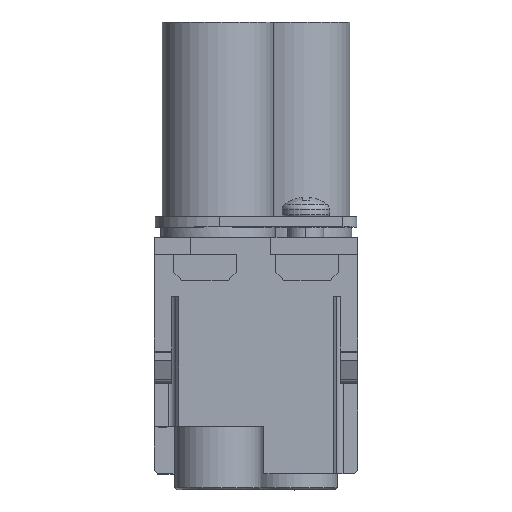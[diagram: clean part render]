
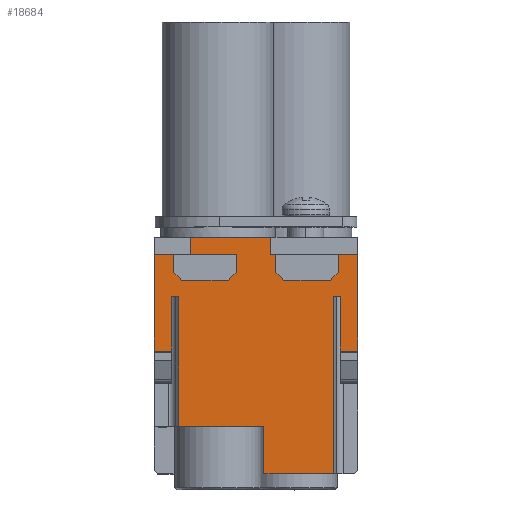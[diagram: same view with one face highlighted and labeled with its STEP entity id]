
A CAD part, top view. The second image highlights one B-rep face of the part: STEP entity #18684.
In plain terms, the highlighted planar face has unit normal (0, 0, 1).
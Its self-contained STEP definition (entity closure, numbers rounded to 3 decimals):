
#2483=DIRECTION('',(1.,0.,0.));
#2484=VECTOR('',#2483,12.25);
#2485=CARTESIAN_POINT('',(-11.1,-27.2,15.15));
#2486=LINE('',#2485,#2484);
#3229=DIRECTION('',(1.,0.,0.));
#3230=VECTOR('',#3229,9.95);
#3231=CARTESIAN_POINT('',(1.15,-34.,15.15));
#3232=LINE('',#3231,#3230);
#3328=DIRECTION('',(0.,-1.,0.));
#3329=VECTOR('',#3328,13.85);
#3330=CARTESIAN_POINT('',(14.65,-2.5,15.15));
#3331=LINE('',#3330,#3329);
#3332=DIRECTION('',(0.,1.,0.));
#3333=VECTOR('',#3332,7.85);
#3334=CARTESIAN_POINT('',(12.15,-16.35,15.15));
#3335=LINE('',#3334,#3333);
#3336=DIRECTION('',(0.,-1.,0.));
#3337=VECTOR('',#3336,25.5);
#3338=CARTESIAN_POINT('',(11.1,-8.5,15.15));
#3339=LINE('',#3338,#3337);
#3340=DIRECTION('',(0.,1.,0.));
#3341=VECTOR('',#3340,6.8);
#3342=CARTESIAN_POINT('',(1.15,-34.,15.15));
#3343=LINE('',#3342,#3341);
#3344=DIRECTION('',(0.,1.,0.));
#3345=VECTOR('',#3344,13.85);
#3346=CARTESIAN_POINT('',(-14.65,-16.35,15.15));
#3347=LINE('',#3346,#3345);
#3348=DIRECTION('',(1.,0.,0.));
#3349=VECTOR('',#3348,2.8);
#3350=CARTESIAN_POINT('',(-14.65,-2.5,15.15));
#3351=LINE('',#3350,#3349);
#3352=DIRECTION('',(0.707,-0.707,0.));
#3353=VECTOR('',#3352,1.626);
#3354=CARTESIAN_POINT('',(-11.85,-5.,15.15));
#3355=LINE('',#3354,#3353);
#3356=DIRECTION('',(1.,0.,0.));
#3357=VECTOR('',#3356,6.7);
#3358=CARTESIAN_POINT('',(-10.7,-6.15,15.15));
#3359=LINE('',#3358,#3357);
#3360=DIRECTION('',(0.707,0.707,0.));
#3361=VECTOR('',#3360,1.626);
#3362=CARTESIAN_POINT('',(-4.,-6.15,15.15));
#3363=LINE('',#3362,#3361);
#3364=DIRECTION('',(0.,1.,0.));
#3365=VECTOR('',#3364,2.5);
#3366=CARTESIAN_POINT('',(-2.85,-5.,15.15));
#3367=LINE('',#3366,#3365);
#3368=DIRECTION('',(1.,0.,0.));
#3369=VECTOR('',#3368,11.6);
#3370=CARTESIAN_POINT('',(-9.45,0.,15.15));
#3371=LINE('',#3370,#3369);
#3372=DIRECTION('',(0.,-1.,0.));
#3373=VECTOR('',#3372,2.5);
#3374=CARTESIAN_POINT('',(2.15,0.,15.15));
#3375=LINE('',#3374,#3373);
#3376=DIRECTION('',(1.,0.,0.));
#3377=VECTOR('',#3376,0.7);
#3378=CARTESIAN_POINT('',(2.15,-2.5,15.15));
#3379=LINE('',#3378,#3377);
#3380=DIRECTION('',(0.707,-0.707,0.));
#3381=VECTOR('',#3380,1.626);
#3382=CARTESIAN_POINT('',(2.85,-5.,15.15));
#3383=LINE('',#3382,#3381);
#3384=DIRECTION('',(1.,0.,0.));
#3385=VECTOR('',#3384,6.7);
#3386=CARTESIAN_POINT('',(4.,-6.15,15.15));
#3387=LINE('',#3386,#3385);
#3388=DIRECTION('',(0.707,0.707,0.));
#3389=VECTOR('',#3388,1.626);
#3390=CARTESIAN_POINT('',(10.7,-6.15,15.15));
#3391=LINE('',#3390,#3389);
#3392=DIRECTION('',(0.,1.,0.));
#3393=VECTOR('',#3392,2.5);
#3394=CARTESIAN_POINT('',(11.85,-5.,15.15));
#3395=LINE('',#3394,#3393);
#3396=DIRECTION('',(1.,0.,0.));
#3397=VECTOR('',#3396,2.8);
#3398=CARTESIAN_POINT('',(11.85,-2.5,15.15));
#3399=LINE('',#3398,#3397);
#3404=DIRECTION('',(1.,0.,0.));
#3405=VECTOR('',#3404,2.5);
#3406=CARTESIAN_POINT('',(12.15,-16.35,15.15));
#3407=LINE('',#3406,#3405);
#3449=DIRECTION('',(1.,0.,0.));
#3450=VECTOR('',#3449,1.05);
#3451=CARTESIAN_POINT('',(11.1,-8.5,15.15));
#3452=LINE('',#3451,#3450);
#3502=DIRECTION('',(0.,-1.,0.));
#3503=VECTOR('',#3502,18.7);
#3504=CARTESIAN_POINT('',(-11.1,-8.5,15.15));
#3505=LINE('',#3504,#3503);
#3510=DIRECTION('',(1.,0.,0.));
#3511=VECTOR('',#3510,1.05);
#3512=CARTESIAN_POINT('',(-12.15,-8.5,15.15));
#3513=LINE('',#3512,#3511);
#3568=DIRECTION('',(0.,1.,0.));
#3569=VECTOR('',#3568,7.85);
#3570=CARTESIAN_POINT('',(-12.15,-16.35,15.15));
#3571=LINE('',#3570,#3569);
#3600=DIRECTION('',(1.,0.,0.));
#3601=VECTOR('',#3600,2.5);
#3602=CARTESIAN_POINT('',(-14.65,-16.35,15.15));
#3603=LINE('',#3602,#3601);
#3608=DIRECTION('',(1.,0.,0.));
#3609=VECTOR('',#3608,6.6);
#3610=CARTESIAN_POINT('',(-9.45,-2.5,15.15));
#3611=LINE('',#3610,#3609);
#3612=DIRECTION('',(0.,-1.,0.));
#3613=VECTOR('',#3612,2.5);
#3614=CARTESIAN_POINT('',(-9.45,0.,15.15));
#3615=LINE('',#3614,#3613);
#3668=DIRECTION('',(0.,1.,0.));
#3669=VECTOR('',#3668,2.5);
#3670=CARTESIAN_POINT('',(-11.85,-5.,15.15));
#3671=LINE('',#3670,#3669);
#3740=DIRECTION('',(0.,1.,0.));
#3741=VECTOR('',#3740,2.5);
#3742=CARTESIAN_POINT('',(2.85,-5.,15.15));
#3743=LINE('',#3742,#3741);
#12514=CARTESIAN_POINT('',(2.15,0.,15.15));
#12515=VERTEX_POINT('',#12514);
#12516=CARTESIAN_POINT('',(-9.45,0.,15.15));
#12517=VERTEX_POINT('',#12516);
#13180=CARTESIAN_POINT('',(-11.1,-27.2,15.15));
#13181=VERTEX_POINT('',#13180);
#13182=CARTESIAN_POINT('',(1.15,-27.2,15.15));
#13183=VERTEX_POINT('',#13182);
#13254=CARTESIAN_POINT('',(-14.65,-2.5,15.15));
#13255=VERTEX_POINT('',#13254);
#13256=CARTESIAN_POINT('',(-14.65,-16.35,15.15));
#13257=VERTEX_POINT('',#13256);
#13408=CARTESIAN_POINT('',(14.65,-16.35,15.15));
#13409=VERTEX_POINT('',#13408);
#13410=CARTESIAN_POINT('',(14.65,-2.5,15.15));
#13411=VERTEX_POINT('',#13410);
#13448=CARTESIAN_POINT('',(1.15,-34.,15.15));
#13449=VERTEX_POINT('',#13448);
#13450=CARTESIAN_POINT('',(11.1,-34.,15.15));
#13451=VERTEX_POINT('',#13450);
#13478=CARTESIAN_POINT('',(12.15,-16.35,15.15));
#13479=VERTEX_POINT('',#13478);
#13480=CARTESIAN_POINT('',(12.15,-8.5,15.15));
#13481=VERTEX_POINT('',#13480);
#13482=CARTESIAN_POINT('',(11.1,-8.5,15.15));
#13483=VERTEX_POINT('',#13482);
#13484=CARTESIAN_POINT('',(-11.1,-8.5,15.15));
#13485=VERTEX_POINT('',#13484);
#13486=CARTESIAN_POINT('',(-12.15,-8.5,15.15));
#13487=VERTEX_POINT('',#13486);
#13488=CARTESIAN_POINT('',(-12.15,-16.35,15.15));
#13489=VERTEX_POINT('',#13488);
#13490=CARTESIAN_POINT('',(-11.85,-2.5,15.15));
#13491=VERTEX_POINT('',#13490);
#13492=CARTESIAN_POINT('',(-11.85,-5.,15.15));
#13493=VERTEX_POINT('',#13492);
#13494=CARTESIAN_POINT('',(-2.85,-5.,15.15));
#13495=CARTESIAN_POINT('',(-2.85,-2.5,15.15));
#13496=VERTEX_POINT('',#13494);
#13497=VERTEX_POINT('',#13495);
#13498=CARTESIAN_POINT('',(-9.45,-2.5,15.15));
#13499=VERTEX_POINT('',#13498);
#13500=CARTESIAN_POINT('',(2.15,-2.5,15.15));
#13501=VERTEX_POINT('',#13500);
#13502=CARTESIAN_POINT('',(2.85,-2.5,15.15));
#13503=VERTEX_POINT('',#13502);
#13504=CARTESIAN_POINT('',(2.85,-5.,15.15));
#13505=VERTEX_POINT('',#13504);
#13506=CARTESIAN_POINT('',(11.85,-5.,15.15));
#13507=CARTESIAN_POINT('',(11.85,-2.5,15.15));
#13508=VERTEX_POINT('',#13506);
#13509=VERTEX_POINT('',#13507);
#14937=CARTESIAN_POINT('',(-10.7,-6.15,15.15));
#14938=CARTESIAN_POINT('',(-4.,-6.15,15.15));
#14939=VERTEX_POINT('',#14937);
#14940=VERTEX_POINT('',#14938);
#14941=CARTESIAN_POINT('',(4.,-6.15,15.15));
#14942=CARTESIAN_POINT('',(10.7,-6.15,15.15));
#14943=VERTEX_POINT('',#14941);
#14944=VERTEX_POINT('',#14942);
#18623=CARTESIAN_POINT('',(-14.65,0.,15.15));
#18624=DIRECTION('',(0.,0.,1.));
#18625=DIRECTION('',(1.,0.,0.));
#18626=AXIS2_PLACEMENT_3D('',#18623,#18624,#18625);
#18627=PLANE('',#18626);
#18628=ORIENTED_EDGE('',*,*,#18444,.T.);
#18630=ORIENTED_EDGE('',*,*,#18629,.F.);
#18632=ORIENTED_EDGE('',*,*,#18631,.T.);
#18634=ORIENTED_EDGE('',*,*,#18633,.F.);
#18636=ORIENTED_EDGE('',*,*,#18635,.T.);
#18637=ORIENTED_EDGE('',*,*,#18534,.F.);
#18638=ORIENTED_EDGE('',*,*,#18618,.T.);
#18639=ORIENTED_EDGE('',*,*,#17932,.F.);
#18641=ORIENTED_EDGE('',*,*,#18640,.F.);
#18643=ORIENTED_EDGE('',*,*,#18642,.F.);
#18645=ORIENTED_EDGE('',*,*,#18644,.F.);
#18647=ORIENTED_EDGE('',*,*,#18646,.F.);
#18648=ORIENTED_EDGE('',*,*,#18126,.T.);
#18650=ORIENTED_EDGE('',*,*,#18649,.T.);
#18652=ORIENTED_EDGE('',*,*,#18651,.F.);
#18654=ORIENTED_EDGE('',*,*,#18653,.T.);
#18656=ORIENTED_EDGE('',*,*,#18655,.T.);
#18658=ORIENTED_EDGE('',*,*,#18657,.T.);
#18660=ORIENTED_EDGE('',*,*,#18659,.T.);
#18662=ORIENTED_EDGE('',*,*,#18661,.F.);
#18664=ORIENTED_EDGE('',*,*,#18663,.F.);
#18665=ORIENTED_EDGE('',*,*,#15368,.T.);
#18667=ORIENTED_EDGE('',*,*,#18666,.T.);
#18669=ORIENTED_EDGE('',*,*,#18668,.T.);
#18671=ORIENTED_EDGE('',*,*,#18670,.F.);
#18673=ORIENTED_EDGE('',*,*,#18672,.T.);
#18675=ORIENTED_EDGE('',*,*,#18674,.T.);
#18677=ORIENTED_EDGE('',*,*,#18676,.T.);
#18679=ORIENTED_EDGE('',*,*,#18678,.T.);
#18681=ORIENTED_EDGE('',*,*,#18680,.T.);
#18682=EDGE_LOOP('',(#18628,#18630,#18632,#18634,#18636,#18637,#18638,#18639,
#18641,#18643,#18645,#18647,#18648,#18650,#18652,#18654,#18656,#18658,#18660,
#18662,#18664,#18665,#18667,#18669,#18671,#18673,#18675,#18677,#18679,#18681));
#18683=FACE_OUTER_BOUND('',#18682,.F.);
#18684=ADVANCED_FACE('',(#18683),#18627,.T.);
#15368=EDGE_CURVE('',#12517,#12515,#3371,.T.);
#17932=EDGE_CURVE('',#13181,#13183,#2486,.T.);
#18126=EDGE_CURVE('',#13257,#13255,#3347,.T.);
#18444=EDGE_CURVE('',#13411,#13409,#3331,.T.);
#18534=EDGE_CURVE('',#13449,#13451,#3232,.T.);
#18618=EDGE_CURVE('',#13449,#13183,#3343,.T.);
#18629=EDGE_CURVE('',#13479,#13409,#3407,.T.);
#18631=EDGE_CURVE('',#13479,#13481,#3335,.T.);
#18633=EDGE_CURVE('',#13483,#13481,#3452,.T.);
#18635=EDGE_CURVE('',#13483,#13451,#3339,.T.);
#18640=EDGE_CURVE('',#13485,#13181,#3505,.T.);
#18642=EDGE_CURVE('',#13487,#13485,#3513,.T.);
#18644=EDGE_CURVE('',#13489,#13487,#3571,.T.);
#18646=EDGE_CURVE('',#13257,#13489,#3603,.T.);
#18649=EDGE_CURVE('',#13255,#13491,#3351,.T.);
#18651=EDGE_CURVE('',#13493,#13491,#3671,.T.);
#18653=EDGE_CURVE('',#13493,#14939,#3355,.T.);
#18655=EDGE_CURVE('',#14939,#14940,#3359,.T.);
#18657=EDGE_CURVE('',#14940,#13496,#3363,.T.);
#18659=EDGE_CURVE('',#13496,#13497,#3367,.T.);
#18661=EDGE_CURVE('',#13499,#13497,#3611,.T.);
#18663=EDGE_CURVE('',#12517,#13499,#3615,.T.);
#18666=EDGE_CURVE('',#12515,#13501,#3375,.T.);
#18668=EDGE_CURVE('',#13501,#13503,#3379,.T.);
#18670=EDGE_CURVE('',#13505,#13503,#3743,.T.);
#18672=EDGE_CURVE('',#13505,#14943,#3383,.T.);
#18674=EDGE_CURVE('',#14943,#14944,#3387,.T.);
#18676=EDGE_CURVE('',#14944,#13508,#3391,.T.);
#18678=EDGE_CURVE('',#13508,#13509,#3395,.T.);
#18680=EDGE_CURVE('',#13509,#13411,#3399,.T.);
